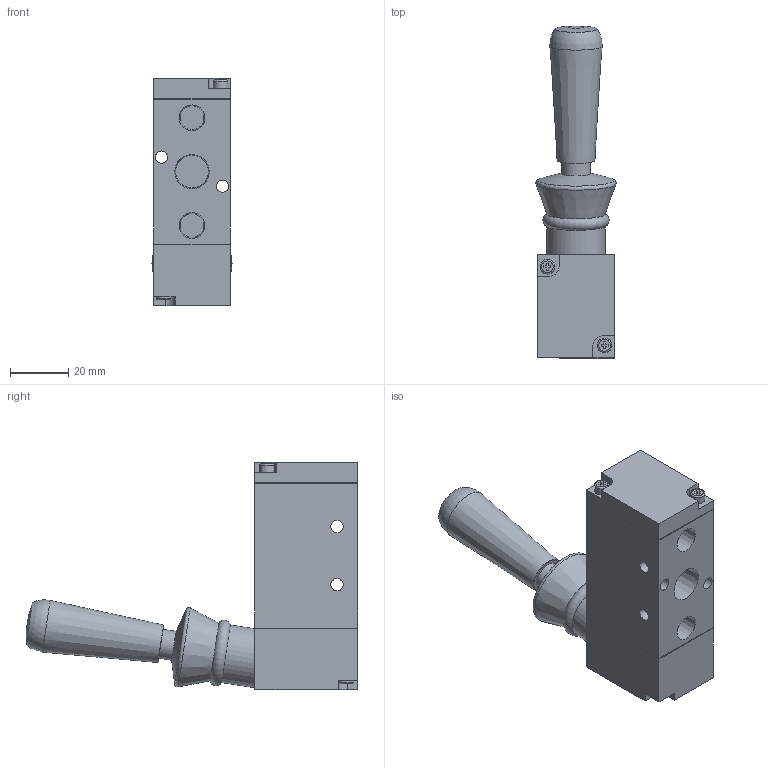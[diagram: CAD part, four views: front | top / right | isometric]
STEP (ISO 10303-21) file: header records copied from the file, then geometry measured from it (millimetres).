
FILE_DESCRIPTION( ( 'STEP AP203' ), '1' );
FILE_NAME( 'MVHB-260V-4TV.stp', '2020-04-24T09:08:48', ( 'License CC BY-ND 4.0' ), ( 'CADENAS' ), ' ', 'PARTsolutions', ' ' );
FILE_SCHEMA( ( 'CONFIG_CONTROL_DESIGN' ) );
Length unit declared in the file: millimetre
Products named in the file (1): _MVHB-260V-4TV
Bounding box: 27.54 x 114.01 x 78 mm (x, y, z)
Volume: 86453.7 mm3; surface area: 19523.9 mm2
Topology: 1 solids, 1 shells, 134 faces, 332 edges, 218 vertices
Faces by surface type: plane 103, cylinder 14, cone 10, torus 6, sphere 1
Full cylindrical faces by diameter (mm): 4.2 x4, 5 x4, 10 x1, 20 x1
Entity records: 3836 total; most frequent: CARTESIAN_POINT 654, DIRECTION 626, ORIENTED_EDGE 604, EDGE_CURVE 302, LINE 248, VECTOR 248, VERTEX_POINT 217, AXIS2_PLACEMENT_3D 189
